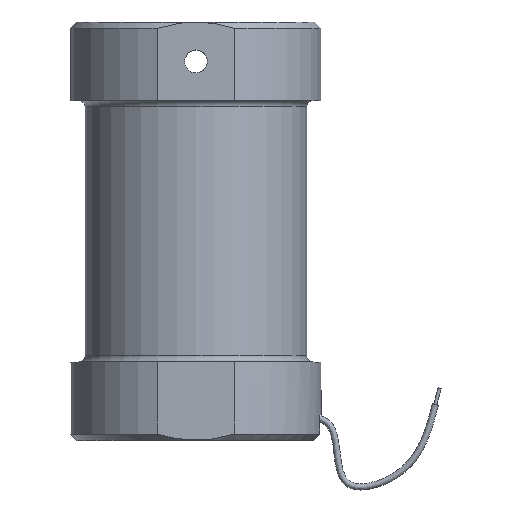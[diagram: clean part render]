
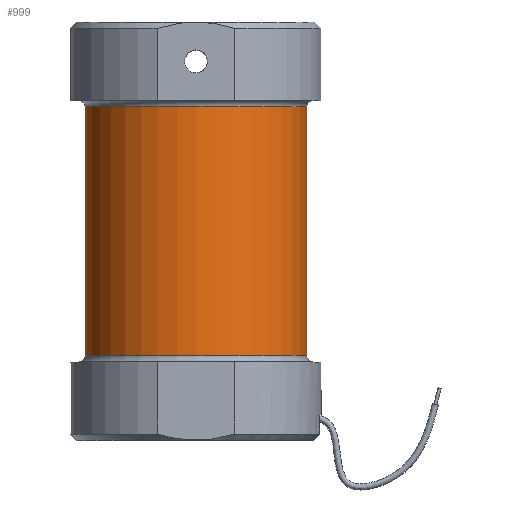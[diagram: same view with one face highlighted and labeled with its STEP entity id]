
A CAD part, top view. The second image highlights one B-rep face of the part: STEP entity #999.
In plain terms, the highlighted cylindrical face has radius 13.462 mm (diameter 26.924 mm), a full revolution.
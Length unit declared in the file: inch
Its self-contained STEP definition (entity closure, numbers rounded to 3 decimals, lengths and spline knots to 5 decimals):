
#178=FACE_BOUND($,#338,.T.);
#245=FACE_OUTER_BOUND($,#337,.T.);
#337=EDGE_LOOP($,(#756));
#338=EDGE_LOOP($,(#757));
#455=CIRCLE($,#1106,0.53);
#456=CIRCLE($,#1108,0.53);
#522=VERTEX_POINT($,#1636);
#523=VERTEX_POINT($,#1639);
#622=EDGE_CURVE($,#522,#522,#455,.T.);
#623=EDGE_CURVE($,#523,#523,#456,.T.);
#756=ORIENTED_EDGE($,*,*,#623,.F.);
#757=ORIENTED_EDGE($,*,*,#622,.F.);
#960=CYLINDRICAL_SURFACE($,#1107,0.53);
#999=ADVANCED_FACE($,(#245,#178),#960,.T.);
#1106=AXIS2_PLACEMENT_3D($,#1637,#1294,#1295);
#1107=AXIS2_PLACEMENT_3D($,#1638,#1296,#1297);
#1108=AXIS2_PLACEMENT_3D($,#1640,#1298,#1299);
#1294=DIRECTION('center_axis',(0.,-1.,0.));
#1295=DIRECTION('ref_axis',(1.,0.,0.));
#1296=DIRECTION('center_axis',(0.,-1.,0.));
#1297=DIRECTION('ref_axis',(-1.,0.,0.));
#1298=DIRECTION('center_axis',(0.,1.,0.));
#1299=DIRECTION('ref_axis',(1.,0.,0.));
#1636=CARTESIAN_POINT('',(7.58088,12.28325,0.04348));
#1637=CARTESIAN_POINT('Origin',(8.11088,12.28325,0.04348));
#1638=CARTESIAN_POINT('Origin',(8.11088,12.87825,0.04348));
#1639=CARTESIAN_POINT('',(8.64088,13.47325,0.04348));
#1640=CARTESIAN_POINT('Origin',(8.11088,13.47325,0.04348));
